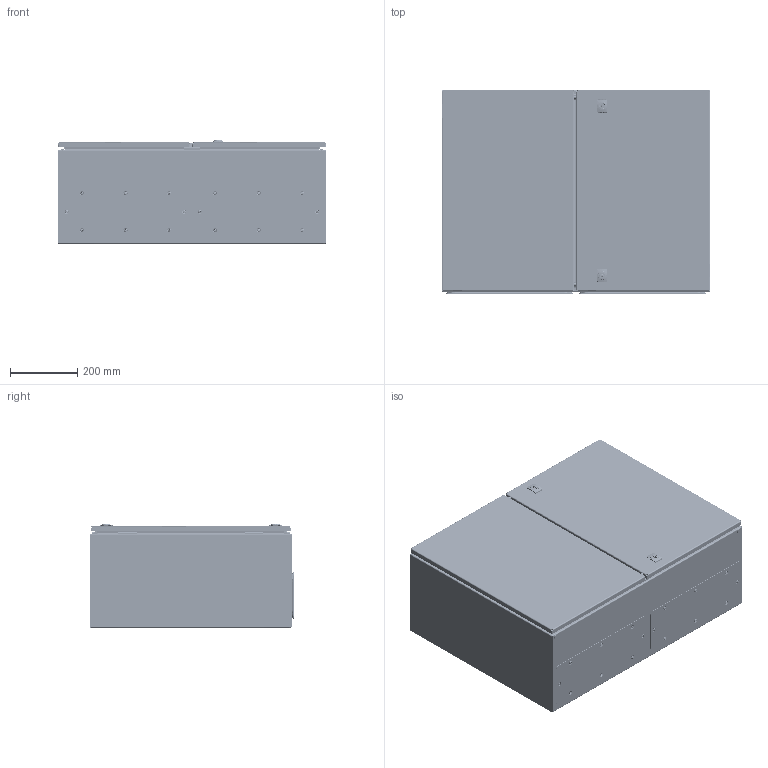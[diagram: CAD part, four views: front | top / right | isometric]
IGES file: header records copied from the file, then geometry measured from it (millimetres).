
Start section: SolidWorks IGES file using analytic representation for surfaces
Global section: file name: AT-1041.IGS; native system: SolidWorks 2010; preprocessor: SolidWorks 2010; author: Röckemann; date: 101108.150604; units: millimetre
Bounding box: 800 x 606.97 x 307.49 mm (x, y, z)
Surface area: 5183835.9 mm2 (no closed solid volume)
Topology: 0 solids, 0 shells, 3618 faces, 48593 edges, 48554 vertices
Faces by surface type: bspline 2013, revolution 1605
